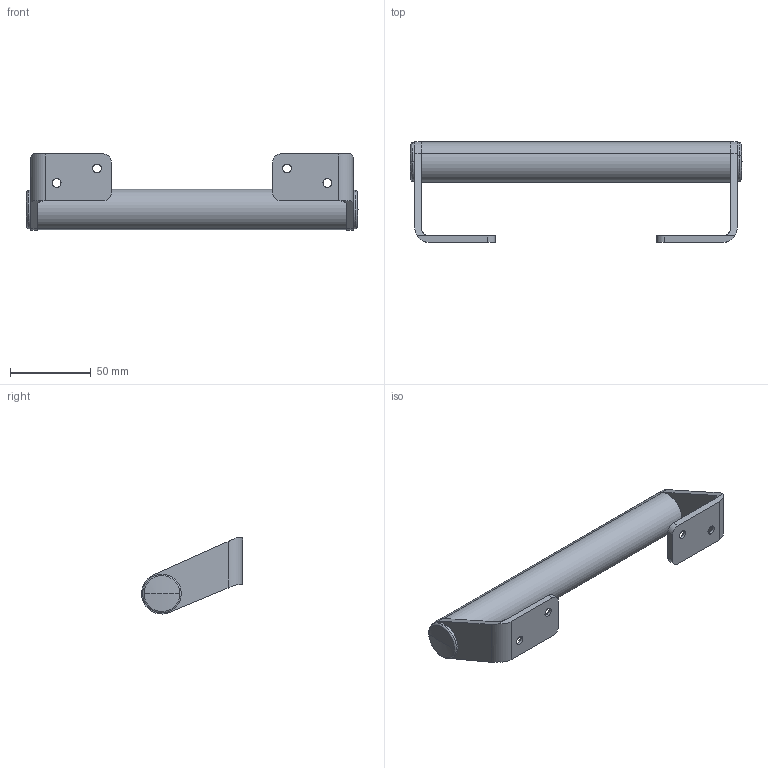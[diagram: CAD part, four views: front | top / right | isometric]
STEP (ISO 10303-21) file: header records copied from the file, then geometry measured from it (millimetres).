
FILE_DESCRIPTION (( 'STEP AP203' ), '1' );
FILE_NAME ('A-236-1.STEP', '2023-08-04T07:52:06', ( '' ), ( '' ), 'SwSTEP 2.0', 'SolidWorks 2021', '' );
FILE_SCHEMA (( 'CONFIG_CONTROL_DESIGN' ));
Length unit declared in the file: millimetre
Products named in the file (5): 01766-B104_; A-236-1; 01766-B101-series__A-236-1; 01766-B102_103__僽儔働僢僩A; 01766-B102_103__僽儔働僢僩B
Assembly tree (5 placements, depth 2):
  A-236-1
    01766-B101-series__A-236-1
    01766-B102_103__僽儔働僢僩A
    01766-B102_103__僽儔働僢僩B
    01766-B104_  x2
Bounding box: 206 x 62.68 x 47.18 mm (x, y, z)
Volume: 68728.2 mm3; surface area: 48932.7 mm2
Topology: 5 solids, 5 shells, 204 faces, 540 edges, 348 vertices
Faces by surface type: cylinder 96, plane 66, cone 30, sphere 8, torus 4
Entity records: 5807 total; most frequent: DIRECTION 980, CARTESIAN_POINT 941, ORIENTED_EDGE 876, EDGE_CURVE 438, AXIS2_PLACEMENT_3D 383, VERTEX_POINT 280, LINE 214, VECTOR 214
